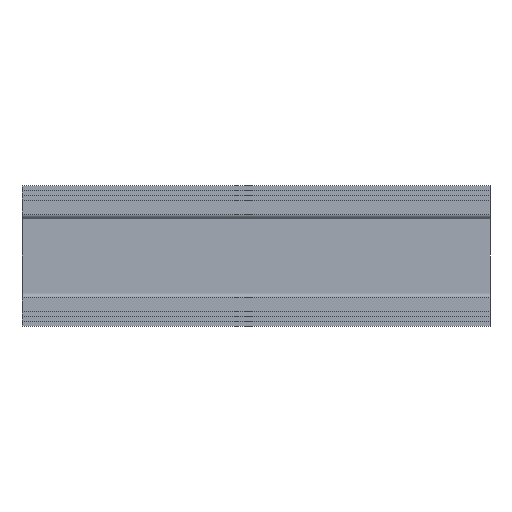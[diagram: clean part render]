
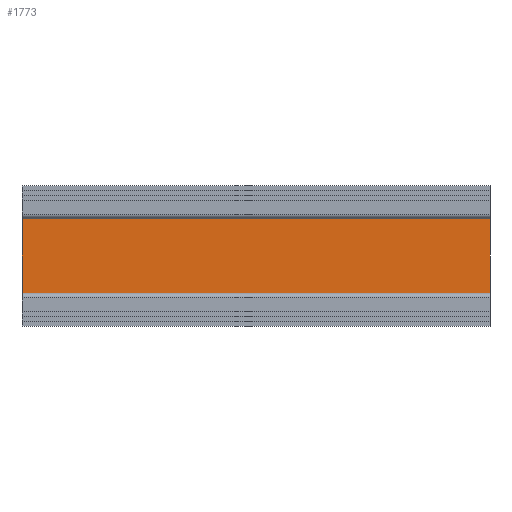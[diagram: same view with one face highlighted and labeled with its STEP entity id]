
A CAD part, front view. The second image highlights one B-rep face of the part: STEP entity #1773.
In plain terms, the highlighted planar face has unit normal (0, -1, 0).
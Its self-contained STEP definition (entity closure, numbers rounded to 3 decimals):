
#39 = LINE ( 'NONE', #1435, #2818 ) ;
#54 = CARTESIAN_POINT ( 'NONE',  ( -100., 21.496, 7.95 ) ) ;
#401 = DIRECTION ( 'NONE',  ( 1., 0., 0. ) ) ;
#466 = FACE_OUTER_BOUND ( 'NONE', #4095, .T. ) ;
#587 = EDGE_CURVE ( 'NONE', #4244, #1698, #39, .T. ) ;
#689 = CARTESIAN_POINT ( 'NONE',  ( 0., 21.496, 7.95 ) ) ;
#783 = DIRECTION ( 'NONE',  ( 1., 0., 0. ) ) ;
#1148 = DIRECTION ( 'NONE',  ( 0., 0., -1. ) ) ;
#1336 = VECTOR ( 'NONE', #783, 1000. ) ;
#1435 = CARTESIAN_POINT ( 'NONE',  ( -100., 21.496, 7.95 ) ) ;
#1444 = CARTESIAN_POINT ( 'NONE',  ( -100., 21.496, 7.95 ) ) ;
#1698 = VERTEX_POINT ( 'NONE', #3123 ) ;
#1709 = ORIENTED_EDGE ( 'NONE', *, *, #587, .F. ) ;
#1773 = ADVANCED_FACE ( 'NONE', ( #466 ), #2103, .T. ) ;
#1985 = ORIENTED_EDGE ( 'NONE', *, *, #3944, .F. ) ;
#2043 = DIRECTION ( 'NONE',  ( 0., 0., -1. ) ) ;
#2103 = PLANE ( 'NONE',  #3001 ) ;
#2265 = VERTEX_POINT ( 'NONE', #2481 ) ;
#2272 = EDGE_CURVE ( 'NONE', #2265, #3152, #2826, .T. ) ;
#2456 = VECTOR ( 'NONE', #4227, 1000. ) ;
#2481 = CARTESIAN_POINT ( 'NONE',  ( -100., 21.496, -7.95 ) ) ;
#2504 = ORIENTED_EDGE ( 'NONE', *, *, #2272, .T. ) ;
#2523 = LINE ( 'NONE', #54, #2456 ) ;
#2818 = VECTOR ( 'NONE', #401, 1000. ) ;
#2826 = LINE ( 'NONE', #3887, #1336 ) ;
#2830 = CARTESIAN_POINT ( 'NONE',  ( -100., 21.496, 7.95 ) ) ;
#2925 = ORIENTED_EDGE ( 'NONE', *, *, #4021, .T. ) ;
#2932 = CARTESIAN_POINT ( 'NONE',  ( 0., 21.496, -7.95 ) ) ;
#3001 = AXIS2_PLACEMENT_3D ( 'NONE', #2830, #4255, #1148 ) ;
#3123 = CARTESIAN_POINT ( 'NONE',  ( 0., 21.496, 7.95 ) ) ;
#3152 = VERTEX_POINT ( 'NONE', #2932 ) ;
#3721 = LINE ( 'NONE', #689, #4199 ) ;
#3887 = CARTESIAN_POINT ( 'NONE',  ( -100., 21.496, -7.95 ) ) ;
#3944 = EDGE_CURVE ( 'NONE', #1698, #3152, #3721, .T. ) ;
#4021 = EDGE_CURVE ( 'NONE', #4244, #2265, #2523, .T. ) ;
#4095 = EDGE_LOOP ( 'NONE', ( #1985, #1709, #2925, #2504 ) ) ;
#4199 = VECTOR ( 'NONE', #2043, 1000. ) ;
#4227 = DIRECTION ( 'NONE',  ( 0., 0., -1. ) ) ;
#4244 = VERTEX_POINT ( 'NONE', #1444 ) ;
#4255 = DIRECTION ( 'NONE',  ( 0., -1., 0. ) ) ;
